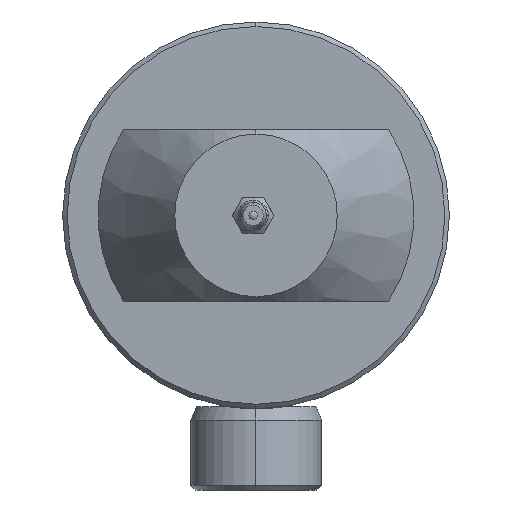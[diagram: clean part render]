
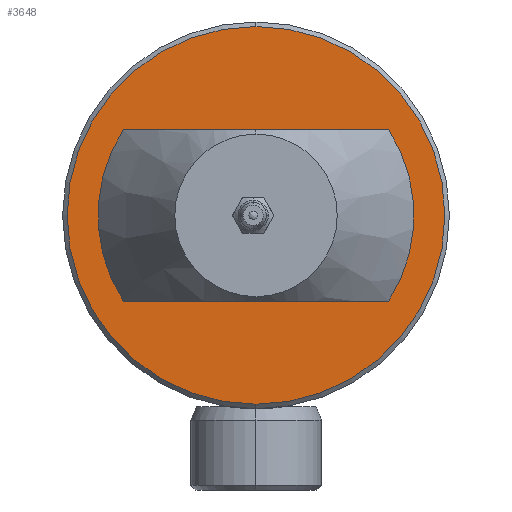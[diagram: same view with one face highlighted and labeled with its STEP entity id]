
A CAD part, left-side view. The second image highlights one B-rep face of the part: STEP entity #3648.
In plain terms, the highlighted planar face has unit normal (-1, 0, 0).
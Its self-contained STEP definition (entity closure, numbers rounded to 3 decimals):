
#322 = DIRECTION ( 'NONE',  ( -1., 0., 0. ) ) ;
#619 = ORIENTED_EDGE ( 'NONE', *, *, #3592, .T. ) ;
#703 = DIRECTION ( 'NONE',  ( 0., 0., -1. ) ) ;
#739 = CARTESIAN_POINT ( 'NONE',  ( 74., 0., 41.85 ) ) ;
#880 = CIRCLE ( 'NONE', #4265, 41.85 ) ;
#1061 = CARTESIAN_POINT ( 'NONE',  ( 74., -29.394, 19. ) ) ;
#1208 = DIRECTION ( 'NONE',  ( 1., 0., 0. ) ) ;
#1562 = VERTEX_POINT ( 'NONE', #739 ) ;
#1604 = EDGE_CURVE ( 'NONE', #2105, #5999, #2281, .T. ) ;
#1608 = CARTESIAN_POINT ( 'NONE',  ( 74., -29.394, -19. ) ) ;
#1657 = CARTESIAN_POINT ( 'NONE',  ( 74., 0., 0. ) ) ;
#2034 = EDGE_LOOP ( 'NONE', ( #5789, #4585, #4484, #5785 ) ) ;
#2105 = VERTEX_POINT ( 'NONE', #1608 ) ;
#2120 = DIRECTION ( 'NONE',  ( -1., 0., 0. ) ) ;
#2281 = CIRCLE ( 'NONE', #2508, 35. ) ;
#2317 = CARTESIAN_POINT ( 'NONE',  ( 74., 63.605, 19. ) ) ;
#2433 = CARTESIAN_POINT ( 'NONE',  ( 74., 0., -41.85 ) ) ;
#2459 = VERTEX_POINT ( 'NONE', #3482 ) ;
#2491 = AXIS2_PLACEMENT_3D ( 'NONE', #2682, #5997, #3158 ) ;
#2508 = AXIS2_PLACEMENT_3D ( 'NONE', #1657, #2120, #5931 ) ;
#2682 = CARTESIAN_POINT ( 'NONE',  ( 74., 0., 0. ) ) ;
#2824 = DIRECTION ( 'NONE',  ( 0., -1., 0. ) ) ;
#2873 = FACE_BOUND ( 'NONE', #2034, .T. ) ;
#2989 = EDGE_CURVE ( 'NONE', #5355, #1562, #4263, .T. ) ;
#3060 = DIRECTION ( 'NONE',  ( 0., 0., -1. ) ) ;
#3144 = CARTESIAN_POINT ( 'NONE',  ( 74., 29.394, 19. ) ) ;
#3158 = DIRECTION ( 'NONE',  ( 0., 0., 1. ) ) ;
#3162 = CARTESIAN_POINT ( 'NONE',  ( 74., 0., 0. ) ) ;
#3185 = LINE ( 'NONE', #3877, #4193 ) ;
#3482 = CARTESIAN_POINT ( 'NONE',  ( 74., 29.394, -19. ) ) ;
#3530 = EDGE_CURVE ( 'NONE', #2105, #2459, #3185, .T. ) ;
#3587 = DIRECTION ( 'NONE',  ( 0., 0., -1. ) ) ;
#3592 = EDGE_CURVE ( 'NONE', #1562, #5355, #880, .T. ) ;
#3648 = ADVANCED_FACE ( 'NONE', ( #4714, #2873 ), #3987, .F. ) ;
#3661 = CIRCLE ( 'NONE', #2491, 35. ) ;
#3708 = ORIENTED_EDGE ( 'NONE', *, *, #2989, .T. ) ;
#3877 = CARTESIAN_POINT ( 'NONE',  ( 74., 63.605, -19. ) ) ;
#3966 = VERTEX_POINT ( 'NONE', #3144 ) ;
#3987 = PLANE ( 'NONE',  #4497 ) ;
#4193 = VECTOR ( 'NONE', #4410, 1000. ) ;
#4246 = LINE ( 'NONE', #2317, #5228 ) ;
#4263 = CIRCLE ( 'NONE', #4371, 41.85 ) ;
#4265 = AXIS2_PLACEMENT_3D ( 'NONE', #4451, #5403, #703 ) ;
#4371 = AXIS2_PLACEMENT_3D ( 'NONE', #3162, #322, #3587 ) ;
#4410 = DIRECTION ( 'NONE',  ( 0., 1., 0. ) ) ;
#4451 = CARTESIAN_POINT ( 'NONE',  ( 74., 0., 0. ) ) ;
#4484 = ORIENTED_EDGE ( 'NONE', *, *, #5567, .F. ) ;
#4492 = CARTESIAN_POINT ( 'NONE',  ( 74., 35., 0. ) ) ;
#4497 = AXIS2_PLACEMENT_3D ( 'NONE', #4492, #1208, #3060 ) ;
#4585 = ORIENTED_EDGE ( 'NONE', *, *, #3530, .T. ) ;
#4714 = FACE_OUTER_BOUND ( 'NONE', #4763, .T. ) ;
#4763 = EDGE_LOOP ( 'NONE', ( #3708, #619 ) ) ;
#5228 = VECTOR ( 'NONE', #2824, 1000. ) ;
#5355 = VERTEX_POINT ( 'NONE', #2433 ) ;
#5403 = DIRECTION ( 'NONE',  ( -1., 0., 0. ) ) ;
#5567 = EDGE_CURVE ( 'NONE', #3966, #2459, #3661, .T. ) ;
#5785 = ORIENTED_EDGE ( 'NONE', *, *, #5878, .T. ) ;
#5789 = ORIENTED_EDGE ( 'NONE', *, *, #1604, .F. ) ;
#5878 = EDGE_CURVE ( 'NONE', #3966, #5999, #4246, .T. ) ;
#5931 = DIRECTION ( 'NONE',  ( 0., 0., 1. ) ) ;
#5997 = DIRECTION ( 'NONE',  ( -1., 0., 0. ) ) ;
#5999 = VERTEX_POINT ( 'NONE', #1061 ) ;
